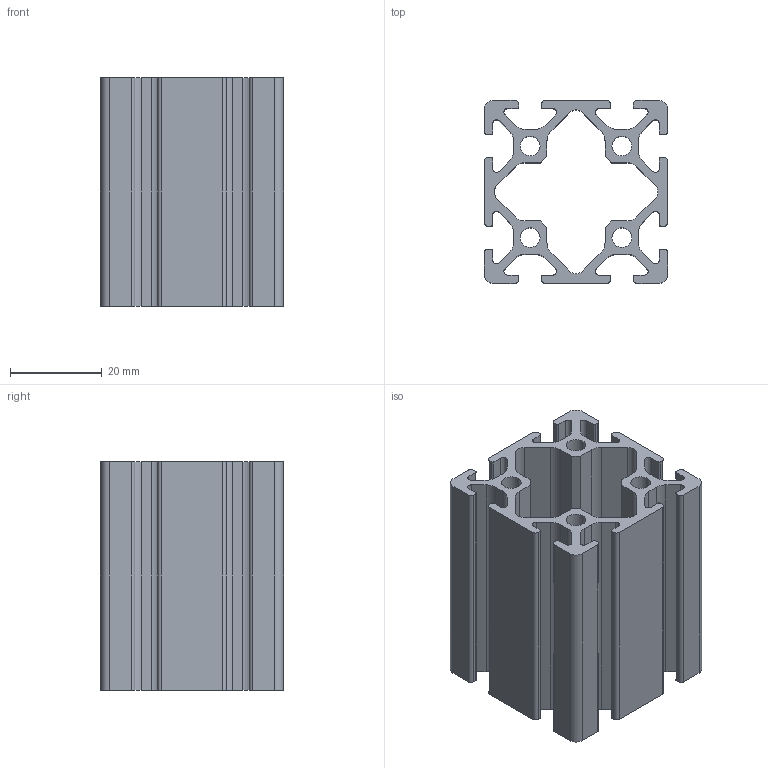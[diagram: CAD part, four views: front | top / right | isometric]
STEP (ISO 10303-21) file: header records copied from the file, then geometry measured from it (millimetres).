
FILE_DESCRIPTION (( 'STEP AP214' ), '1' );
FILE_NAME ('BASE05E0031-Profilé 5 40x40.step', '2023-03-24T09:34:36', ( 'Altae' ), ( '' ), 'SwSTEP 2.0', 'SolidWorks 2021', '' );
FILE_SCHEMA (( 'AUTOMOTIVE_DESIGN' ));
Length unit declared in the file: millimetre
Products named in the file (1): BASE05E0031-Profilé 5 40x40
Bounding box: 40 x 40 x 50 mm (x, y, z)
Volume: 25707.7 mm3; surface area: 25073.1 mm2
Topology: 1 solids, 1 shells, 183 faces, 547 edges, 366 vertices
Faces by surface type: cylinder 93, plane 90
Entity records: 6273 total; most frequent: DIRECTION 1101, CARTESIAN_POINT 1097, ORIENTED_EDGE 1094, EDGE_CURVE 547, AXIS2_PLACEMENT_3D 370, VERTEX_POINT 366, VECTOR 361, LINE 361
